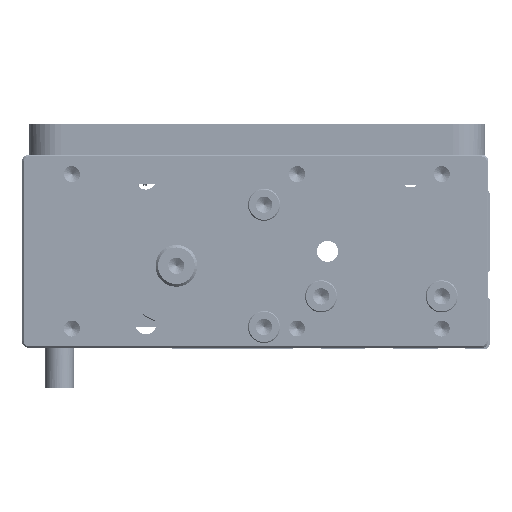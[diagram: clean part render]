
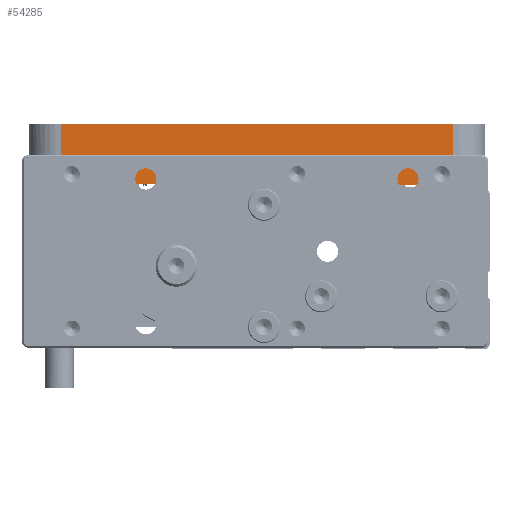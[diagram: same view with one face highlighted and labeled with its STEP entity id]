
A CAD part, left-side view. The second image highlights one B-rep face of the part: STEP entity #54285.
In plain terms, the highlighted face is planar.
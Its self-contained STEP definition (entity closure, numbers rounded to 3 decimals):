
#1757 = LINE ( 'NONE', #62739, #45185 ) ;
#1791 = ORIENTED_EDGE ( 'NONE', *, *, #110613, .F. ) ;
#3384 = DIRECTION ( 'NONE',  ( 0., 0., -1. ) ) ;
#3479 = VECTOR ( 'NONE', #67519, 1000. ) ;
#4538 = CARTESIAN_POINT ( 'NONE',  ( 45.5, -55.3, 20.8 ) ) ;
#5854 = VECTOR ( 'NONE', #50483, 1000. ) ;
#6540 = CARTESIAN_POINT ( 'NONE',  ( 45.5, 0., 23. ) ) ;
#8814 = VERTEX_POINT ( 'NONE', #68072 ) ;
#10563 = CARTESIAN_POINT ( 'NONE',  ( 45.5, 19.5, 19. ) ) ;
#10714 = EDGE_CURVE ( 'NONE', #80113, #8814, #93944, .T. ) ;
#10750 = VECTOR ( 'NONE', #93800, 1000. ) ;
#11150 = CARTESIAN_POINT ( 'NONE',  ( 45.5, 29.5, 19. ) ) ;
#11738 = DIRECTION ( 'NONE',  ( 0., 0., 1. ) ) ;
#13471 = ORIENTED_EDGE ( 'NONE', *, *, #14085, .F. ) ;
#14085 = EDGE_CURVE ( 'NONE', #60683, #35952, #102229, .T. ) ;
#15765 = VERTEX_POINT ( 'NONE', #56162 ) ;
#19798 = DIRECTION ( 'NONE',  ( -1., 0., 0. ) ) ;
#20944 = EDGE_CURVE ( 'NONE', #80113, #15765, #88228, .T. ) ;
#24456 = LINE ( 'NONE', #40529, #3479 ) ;
#24988 = EDGE_CURVE ( 'NONE', #35952, #45184, #92479, .T. ) ;
#28026 = CARTESIAN_POINT ( 'NONE',  ( 45.5, -51.3, 18.5 ) ) ;
#28341 = EDGE_CURVE ( 'NONE', #112158, #95505, #46254, .T. ) ;
#28413 = CARTESIAN_POINT ( 'NONE',  ( 45.5, -101., 19. ) ) ;
#29851 = LINE ( 'NONE', #58523, #81871 ) ;
#30653 = ORIENTED_EDGE ( 'NONE', *, *, #10714, .F. ) ;
#32293 = VECTOR ( 'NONE', #77586, 1000. ) ;
#33464 = VECTOR ( 'NONE', #84456, 1000. ) ;
#34385 = CARTESIAN_POINT ( 'NONE',  ( 45.5, -101., 23. ) ) ;
#35627 = ORIENTED_EDGE ( 'NONE', *, *, #93462, .F. ) ;
#35952 = VERTEX_POINT ( 'NONE', #56702 ) ;
#37065 = DIRECTION ( 'NONE',  ( 0., 0., -1. ) ) ;
#37691 = ORIENTED_EDGE ( 'NONE', *, *, #67912, .F. ) ;
#40529 = CARTESIAN_POINT ( 'NONE',  ( 45.5, -51.3, 20.8 ) ) ;
#43700 = EDGE_CURVE ( 'NONE', #15765, #112158, #29851, .T. ) ;
#44565 = EDGE_LOOP ( 'NONE', ( #68346, #37691, #35627, #77306, #46713, #13471, #1791, #30653, #47266, #93671 ) ) ;
#45184 = VERTEX_POINT ( 'NONE', #76746 ) ;
#45185 = VECTOR ( 'NONE', #97786, 1000. ) ;
#46254 = LINE ( 'NONE', #10563, #113695 ) ;
#46713 = ORIENTED_EDGE ( 'NONE', *, *, #24988, .F. ) ;
#47266 = ORIENTED_EDGE ( 'NONE', *, *, #20944, .T. ) ;
#49619 = VERTEX_POINT ( 'NONE', #28026 ) ;
#50483 = DIRECTION ( 'NONE',  ( 0., 1., 0. ) ) ;
#50556 = LINE ( 'NONE', #95962, #32293 ) ;
#53757 = CARTESIAN_POINT ( 'NONE',  ( 45.5, -102.5, 19. ) ) ;
#54285 = ADVANCED_FACE ( 'NONE', ( #99674 ), #91014, .F. ) ;
#54840 = DIRECTION ( 'NONE',  ( 0., -1., 0. ) ) ;
#56162 = CARTESIAN_POINT ( 'NONE',  ( 45.5, -102.5, 0. ) ) ;
#56702 = CARTESIAN_POINT ( 'NONE',  ( 45.5, -55.3, 19. ) ) ;
#58523 = CARTESIAN_POINT ( 'NONE',  ( 45.5, 29.5, 0. ) ) ;
#60683 = VERTEX_POINT ( 'NONE', #28413 ) ;
#62739 = CARTESIAN_POINT ( 'NONE',  ( 45.5, -55.3, 15.5 ) ) ;
#67519 = DIRECTION ( 'NONE',  ( 0., 0., 1. ) ) ;
#67912 = EDGE_CURVE ( 'NONE', #49619, #95505, #50556, .T. ) ;
#68072 = CARTESIAN_POINT ( 'NONE',  ( 45.5, -101., 23. ) ) ;
#68346 = ORIENTED_EDGE ( 'NONE', *, *, #28341, .T. ) ;
#76746 = CARTESIAN_POINT ( 'NONE',  ( 45.5, -55.3, 15.5 ) ) ;
#76950 = LINE ( 'NONE', #34385, #33464 ) ;
#77306 = ORIENTED_EDGE ( 'NONE', *, *, #101343, .F. ) ;
#77586 = DIRECTION ( 'NONE',  ( 0., 1., 0. ) ) ;
#80020 = CARTESIAN_POINT ( 'NONE',  ( 45.5, -51.3, 15.5 ) ) ;
#80113 = VERTEX_POINT ( 'NONE', #111491 ) ;
#81871 = VECTOR ( 'NONE', #91883, 1000. ) ;
#84456 = DIRECTION ( 'NONE',  ( 0., 0., -1. ) ) ;
#85003 = CARTESIAN_POINT ( 'NONE',  ( 45.5, 29.5, 19. ) ) ;
#88228 = LINE ( 'NONE', #53757, #94383 ) ;
#90348 = CARTESIAN_POINT ( 'NONE',  ( 45.5, 19.5, 18.5 ) ) ;
#91014 = PLANE ( 'NONE',  #110652 ) ;
#91883 = DIRECTION ( 'NONE',  ( 0., 1., 0. ) ) ;
#92479 = LINE ( 'NONE', #4538, #111319 ) ;
#93462 = EDGE_CURVE ( 'NONE', #109452, #49619, #24456, .T. ) ;
#93671 = ORIENTED_EDGE ( 'NONE', *, *, #43700, .T. ) ;
#93800 = DIRECTION ( 'NONE',  ( 0., 1., 0. ) ) ;
#93944 = LINE ( 'NONE', #6540, #10750 ) ;
#94383 = VECTOR ( 'NONE', #37065, 1000. ) ;
#95505 = VERTEX_POINT ( 'NONE', #90348 ) ;
#95962 = CARTESIAN_POINT ( 'NONE',  ( 45.5, -51.3, 18.5 ) ) ;
#97786 = DIRECTION ( 'NONE',  ( 0., 1., 0. ) ) ;
#99674 = FACE_OUTER_BOUND ( 'NONE', #44565, .T. ) ;
#101343 = EDGE_CURVE ( 'NONE', #45184, #109452, #1757, .T. ) ;
#102229 = LINE ( 'NONE', #85003, #5854 ) ;
#109452 = VERTEX_POINT ( 'NONE', #80020 ) ;
#110613 = EDGE_CURVE ( 'NONE', #8814, #60683, #76950, .T. ) ;
#110652 = AXIS2_PLACEMENT_3D ( 'NONE', #11150, #19798, #54840 ) ;
#111319 = VECTOR ( 'NONE', #3384, 1000. ) ;
#111491 = CARTESIAN_POINT ( 'NONE',  ( 45.5, -102.5, 23. ) ) ;
#112158 = VERTEX_POINT ( 'NONE', #113717 ) ;
#113695 = VECTOR ( 'NONE', #11738, 1000. ) ;
#113717 = CARTESIAN_POINT ( 'NONE',  ( 45.5, 19.5, 0. ) ) ;
